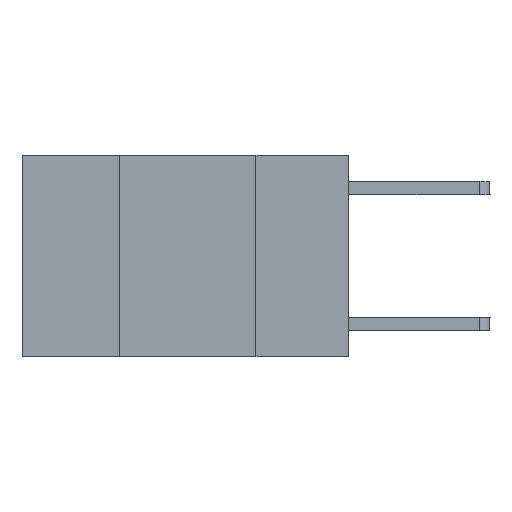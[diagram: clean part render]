
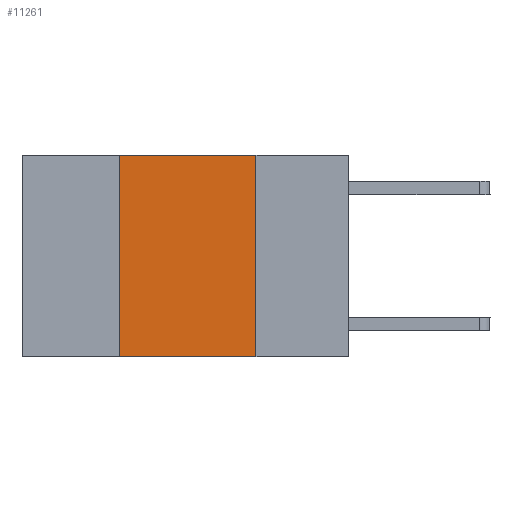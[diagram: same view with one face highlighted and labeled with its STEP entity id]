
A CAD part, left-side view. The second image highlights one B-rep face of the part: STEP entity #11261.
In plain terms, the highlighted planar face has unit normal (-1, 0, 0).
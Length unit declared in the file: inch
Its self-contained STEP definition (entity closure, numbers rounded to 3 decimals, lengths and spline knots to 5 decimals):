
#31 = FACE_OUTER_BOUND ( 'NONE', #5851, .T. ) ;
#415 = LINE ( 'NONE', #4078, #11351 ) ;
#598 = CARTESIAN_POINT ( 'NONE',  ( 0., 0.17, 0. ) ) ;
#657 = ORIENTED_EDGE ( 'NONE', *, *, #994, .T. ) ;
#960 = VERTEX_POINT ( 'NONE', #5258 ) ;
#994 = EDGE_CURVE ( 'NONE', #6920, #4792, #2142, .T. ) ;
#1682 = PLANE ( 'NONE',  #9148 ) ;
#2142 = LINE ( 'NONE', #9410, #6775 ) ;
#3455 = VECTOR ( 'NONE', #8575, 39.37008 ) ;
#3689 = CARTESIAN_POINT ( 'NONE',  ( 0., 0.6, 0. ) ) ;
#3718 = DIRECTION ( 'NONE',  ( 0., -1., 0. ) ) ;
#3750 = ORIENTED_EDGE ( 'NONE', *, *, #5761, .F. ) ;
#4078 = CARTESIAN_POINT ( 'NONE',  ( 0., 0.42, 0. ) ) ;
#4103 = CARTESIAN_POINT ( 'NONE',  ( 0., 0.17, -0.37 ) ) ;
#4258 = DIRECTION ( 'NONE',  ( 0., 0., -1. ) ) ;
#4476 = EDGE_CURVE ( 'NONE', #11605, #960, #9480, .T. ) ;
#4792 = VERTEX_POINT ( 'NONE', #4103 ) ;
#5258 = CARTESIAN_POINT ( 'NONE',  ( 0., 0.17, 0. ) ) ;
#5674 = CARTESIAN_POINT ( 'NONE',  ( 0., 0.42, -0.37 ) ) ;
#5761 = EDGE_CURVE ( 'NONE', #960, #4792, #11800, .T. ) ;
#5851 = EDGE_LOOP ( 'NONE', ( #3750, #11709, #8632, #657 ) ) ;
#6775 = VECTOR ( 'NONE', #3718, 39.37008 ) ;
#6854 = CARTESIAN_POINT ( 'NONE',  ( 0., 0.6, 0. ) ) ;
#6920 = VERTEX_POINT ( 'NONE', #5674 ) ;
#8173 = EDGE_CURVE ( 'NONE', #6920, #11605, #415, .T. ) ;
#8183 = DIRECTION ( 'NONE',  ( 0., 0., -1. ) ) ;
#8575 = DIRECTION ( 'NONE',  ( 0., -1., 0. ) ) ;
#8632 = ORIENTED_EDGE ( 'NONE', *, *, #8173, .F. ) ;
#8824 = CARTESIAN_POINT ( 'NONE',  ( 0., 0.42, 0. ) ) ;
#9148 = AXIS2_PLACEMENT_3D ( 'NONE', #3689, #11024, #8183 ) ;
#9410 = CARTESIAN_POINT ( 'NONE',  ( 0., 0.6, -0.37 ) ) ;
#9480 = LINE ( 'NONE', #6854, #3455 ) ;
#10401 = DIRECTION ( 'NONE',  ( 0., 0., 1. ) ) ;
#11024 = DIRECTION ( 'NONE',  ( 1., 0., 0. ) ) ;
#11261 = ADVANCED_FACE ( 'NONE', ( #31 ), #1682, .F. ) ;
#11351 = VECTOR ( 'NONE', #10401, 39.37008 ) ;
#11605 = VERTEX_POINT ( 'NONE', #8824 ) ;
#11709 = ORIENTED_EDGE ( 'NONE', *, *, #4476, .F. ) ;
#11800 = LINE ( 'NONE', #598, #11819 ) ;
#11819 = VECTOR ( 'NONE', #4258, 39.37008 ) ;
